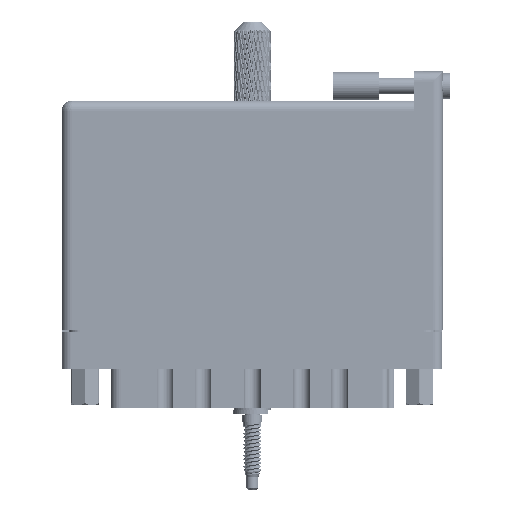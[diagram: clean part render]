
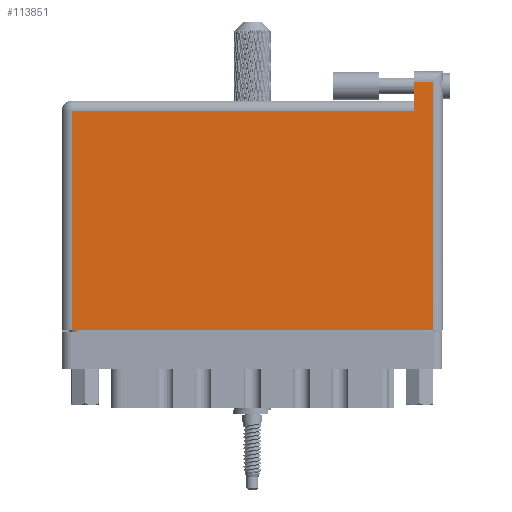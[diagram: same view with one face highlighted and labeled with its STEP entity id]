
A CAD part, front view. The second image highlights one B-rep face of the part: STEP entity #113851.
In plain terms, the highlighted face is planar.
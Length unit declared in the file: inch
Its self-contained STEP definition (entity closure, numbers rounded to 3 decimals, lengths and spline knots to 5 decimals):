
#439 = EDGE_CURVE ( 'NONE', #29152, #31202, #68212, .T. ) ;
#1898 = ORIENTED_EDGE ( 'NONE', *, *, #91566, .T. ) ;
#6315 = EDGE_CURVE ( 'NONE', #90854, #37569, #14095, .T. ) ;
#7195 = ORIENTED_EDGE ( 'NONE', *, *, #112391, .T. ) ;
#11383 = LINE ( 'NONE', #77381, #104601 ) ;
#13554 = VECTOR ( 'NONE', #49712, 39.37008 ) ;
#13885 = ORIENTED_EDGE ( 'NONE', *, *, #439, .T. ) ;
#14095 = LINE ( 'NONE', #63823, #48419 ) ;
#14581 = CARTESIAN_POINT ( 'NONE',  ( 2.53, 1.696, 0. ) ) ;
#16453 = DIRECTION ( 'NONE',  ( 0., 0., -1. ) ) ;
#21884 = LINE ( 'NONE', #79444, #13554 ) ;
#23567 = DIRECTION ( 'NONE',  ( -1., 0., 0. ) ) ;
#25646 = VERTEX_POINT ( 'NONE', #99474 ) ;
#26164 = FACE_OUTER_BOUND ( 'NONE', #42936, .T. ) ;
#26805 = DIRECTION ( 'NONE',  ( -1., 0., 0. ) ) ;
#27622 = CARTESIAN_POINT ( 'NONE',  ( 2.53, 0., 0. ) ) ;
#29152 = VERTEX_POINT ( 'NONE', #120564 ) ;
#31202 = VERTEX_POINT ( 'NONE', #41656 ) ;
#37569 = VERTEX_POINT ( 'NONE', #14581 ) ;
#38841 = AXIS2_PLACEMENT_3D ( 'NONE', #105060, #16453, #26805 ) ;
#39094 = CARTESIAN_POINT ( 'NONE',  ( 0., 1.496, 0. ) ) ;
#41656 = CARTESIAN_POINT ( 'NONE',  ( 0.07, 1.496, 0. ) ) ;
#42936 = EDGE_LOOP ( 'NONE', ( #91937, #48555, #7195, #1898, #13885, #116927 ) ) ;
#48419 = VECTOR ( 'NONE', #92337, 39.37008 ) ;
#48555 = ORIENTED_EDGE ( 'NONE', *, *, #6315, .T. ) ;
#49712 = DIRECTION ( 'NONE',  ( 0., -1., 0. ) ) ;
#63116 = EDGE_CURVE ( 'NONE', #112671, #90854, #11383, .T. ) ;
#63823 = CARTESIAN_POINT ( 'NONE',  ( 2.53, 1.766, 0. ) ) ;
#67694 = EDGE_CURVE ( 'NONE', #31202, #112671, #126891, .T. ) ;
#68212 = LINE ( 'NONE', #39094, #80415 ) ;
#73491 = CARTESIAN_POINT ( 'NONE',  ( 0., 1.696, 0. ) ) ;
#77314 = CARTESIAN_POINT ( 'NONE',  ( 0.07, 0., 0. ) ) ;
#77381 = CARTESIAN_POINT ( 'NONE',  ( 0., 0., 0. ) ) ;
#78945 = DIRECTION ( 'NONE',  ( 0., -1., 0. ) ) ;
#79444 = CARTESIAN_POINT ( 'NONE',  ( 2.403, 1.766, 0. ) ) ;
#80415 = VECTOR ( 'NONE', #23567, 39.37008 ) ;
#84891 = VECTOR ( 'NONE', #78945, 39.37008 ) ;
#85632 = PLANE ( 'NONE',  #38841 ) ;
#89288 = VECTOR ( 'NONE', #112970, 39.37008 ) ;
#90854 = VERTEX_POINT ( 'NONE', #27622 ) ;
#91566 = EDGE_CURVE ( 'NONE', #25646, #29152, #21884, .T. ) ;
#91937 = ORIENTED_EDGE ( 'NONE', *, *, #63116, .T. ) ;
#92258 = LINE ( 'NONE', #73491, #89288 ) ;
#92337 = DIRECTION ( 'NONE',  ( 0., 1., 0. ) ) ;
#99474 = CARTESIAN_POINT ( 'NONE',  ( 2.403, 1.696, 0. ) ) ;
#104601 = VECTOR ( 'NONE', #116894, 39.37008 ) ;
#105060 = CARTESIAN_POINT ( 'NONE',  ( 0., 1.566, 0. ) ) ;
#112391 = EDGE_CURVE ( 'NONE', #37569, #25646, #92258, .T. ) ;
#112671 = VERTEX_POINT ( 'NONE', #77314 ) ;
#112970 = DIRECTION ( 'NONE',  ( -1., 0., 0. ) ) ;
#113851 = ADVANCED_FACE ( 'NONE', ( #26164 ), #85632, .F. ) ;
#116894 = DIRECTION ( 'NONE',  ( 1., 0., 0. ) ) ;
#116927 = ORIENTED_EDGE ( 'NONE', *, *, #67694, .T. ) ;
#120564 = CARTESIAN_POINT ( 'NONE',  ( 2.403, 1.496, 0. ) ) ;
#126891 = LINE ( 'NONE', #127515, #84891 ) ;
#127515 = CARTESIAN_POINT ( 'NONE',  ( 0.07, 0., 0. ) ) ;
